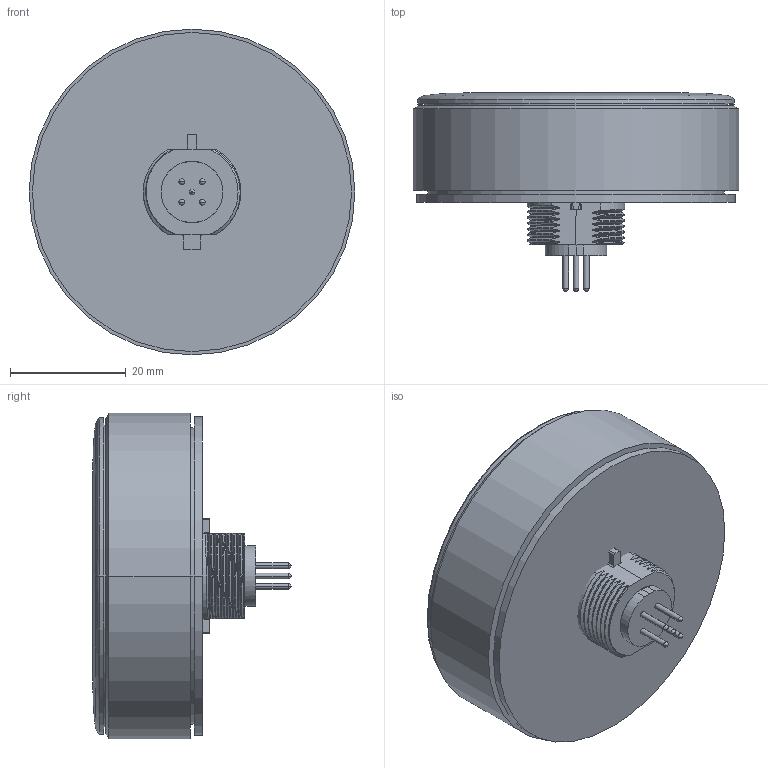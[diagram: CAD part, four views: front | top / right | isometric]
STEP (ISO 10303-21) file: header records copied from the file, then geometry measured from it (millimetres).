
FILE_DESCRIPTION((''),'2;1');
FILE_NAME('TE-M32MX-X12X','2019-04-10T',('kdooley'),(''),'PRO/ENGINEER BY PARAMETRIC TECHNOLOGY CORPORATION, 2016100','PRO/ENGINEER BY PARAMETRIC TECHNOLOGY CORPORATION, 2016100','');
FILE_SCHEMA(('CONFIG_CONTROL_DESIGN'));
Length unit declared in the file: inch
Products named in the file (1): TE-M32MX-X12X
Bounding box: 56.39 x 34.32 x 56.39 mm (x, y, z)
Volume: 46182.8 mm3; surface area: 10885.6 mm2
Topology: 6 solids, 8 shells, 198 faces, 551 edges, 372 vertices
Faces by surface type: bspline 66, cylinder 50, plane 46, cone 23, extrusion 11, revolution 2
Entity records: 11931 total; most frequent: CARTESIAN_POINT 7427, ORIENTED_EDGE 1089, DIRECTION 655, EDGE_CURVE 551, VERTEX_POINT 372, B_SPLINE_CURVE_WITH_KNOTS 283, AXIS2_PLACEMENT_3D 241, EDGE_LOOP 205
